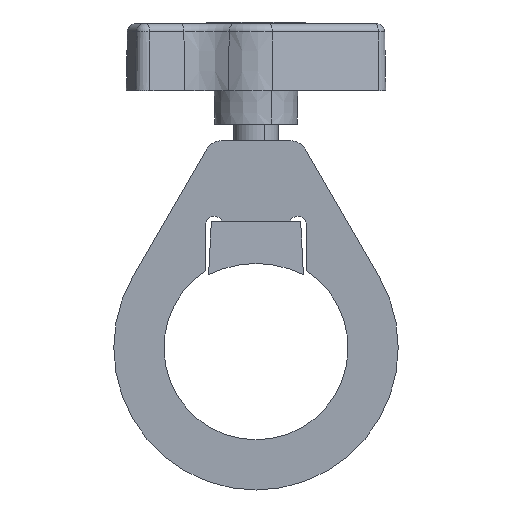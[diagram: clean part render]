
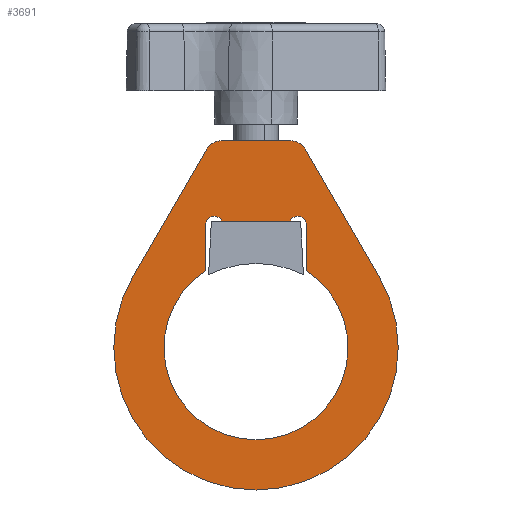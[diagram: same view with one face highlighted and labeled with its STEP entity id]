
A CAD part, front view. The second image highlights one B-rep face of the part: STEP entity #3691.
In plain terms, the highlighted planar face has unit normal (0, -1, 0).
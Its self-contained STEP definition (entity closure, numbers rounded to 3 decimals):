
#8 = VECTOR ( 'NONE', #1463, 1000. ) ;
#14 = DIRECTION ( 'NONE',  ( 0., 0., 1. ) ) ;
#58 = CARTESIAN_POINT ( 'NONE',  ( 0., -9., -25.5 ) ) ;
#102 = VERTEX_POINT ( 'NONE', #1741 ) ;
#110 = CIRCLE ( 'NONE', #3252, 16.5 ) ;
#142 = DIRECTION ( 'NONE',  ( 0., 0., 1. ) ) ;
#152 = AXIS2_PLACEMENT_3D ( 'NONE', #1977, #2936, #5208 ) ;
#159 = ORIENTED_EDGE ( 'NONE', *, *, #3161, .F. ) ;
#185 = DIRECTION ( 'NONE',  ( 0., 0., -1. ) ) ;
#205 = EDGE_CURVE ( 'NONE', #4584, #102, #1905, .T. ) ;
#260 = CARTESIAN_POINT ( 'NONE',  ( -8.846, -9., 35.604 ) ) ;
#262 = CARTESIAN_POINT ( 'NONE',  ( -9., -9., 22.1 ) ) ;
#267 = PLANE ( 'NONE',  #1584 ) ;
#288 = VERTEX_POINT ( 'NONE', #1813 ) ;
#294 = ORIENTED_EDGE ( 'NONE', *, *, #409, .T. ) ;
#366 = VERTEX_POINT ( 'NONE', #4603 ) ;
#388 = CARTESIAN_POINT ( 'NONE',  ( 8.846, -9., 35.604 ) ) ;
#409 = EDGE_CURVE ( 'NONE', #995, #288, #4363, .T. ) ;
#445 = CARTESIAN_POINT ( 'NONE',  ( 0., -9., 0. ) ) ;
#476 = CIRCLE ( 'NONE', #4322, 25.5 ) ;
#488 = CARTESIAN_POINT ( 'NONE',  ( -8.846, -9., 35.604 ) ) ;
#534 = CARTESIAN_POINT ( 'NONE',  ( -5.564, -9., 22.6 ) ) ;
#547 = LINE ( 'NONE', #3865, #5059 ) ;
#642 = ORIENTED_EDGE ( 'NONE', *, *, #2859, .F. ) ;
#648 = DIRECTION ( 'NONE',  ( 0.501, 0., -0.865 ) ) ;
#725 = VERTEX_POINT ( 'NONE', #2540 ) ;
#769 = CARTESIAN_POINT ( 'NONE',  ( 9., -9., 13.829 ) ) ;
#788 = CARTESIAN_POINT ( 'NONE',  ( -22.066, -9., 12.781 ) ) ;
#794 = ORIENTED_EDGE ( 'NONE', *, *, #3640, .F. ) ;
#801 = AXIS2_PLACEMENT_3D ( 'NONE', #3427, #4278, #3802 ) ;
#945 = ORIENTED_EDGE ( 'NONE', *, *, #2997, .T. ) ;
#995 = VERTEX_POINT ( 'NONE', #1802 ) ;
#1049 = DIRECTION ( 'NONE',  ( -1., 0., 0. ) ) ;
#1062 = EDGE_LOOP ( 'NONE', ( #4342, #4700, #3346, #4406, #945, #294, #3895, #1210, #2113 ) ) ;
#1100 = DIRECTION ( 'NONE',  ( 0., 1., 0. ) ) ;
#1168 = VERTEX_POINT ( 'NONE', #788 ) ;
#1182 = CIRCLE ( 'NONE', #2487, 3. ) ;
#1210 = ORIENTED_EDGE ( 'NONE', *, *, #3298, .T. ) ;
#1212 = EDGE_CURVE ( 'NONE', #3415, #4016, #4223, .T. ) ;
#1255 = LINE ( 'NONE', #260, #3510 ) ;
#1362 = DIRECTION ( 'NONE',  ( 0., 1., 0. ) ) ;
#1463 = DIRECTION ( 'NONE',  ( 1., 0., 0. ) ) ;
#1508 = LINE ( 'NONE', #5747, #5602 ) ;
#1541 = EDGE_CURVE ( 'NONE', #288, #4802, #3513, .T. ) ;
#1584 = AXIS2_PLACEMENT_3D ( 'NONE', #3421, #2093, #3401 ) ;
#1590 = DIRECTION ( 'NONE',  ( 0., 1., 0. ) ) ;
#1625 = DIRECTION ( 'NONE',  ( 0., 0., 1. ) ) ;
#1660 = DIRECTION ( 'NONE',  ( 0., 0., 1. ) ) ;
#1681 = DIRECTION ( 'NONE',  ( 0., 1., 0. ) ) ;
#1741 = CARTESIAN_POINT ( 'NONE',  ( 0., -9., -16.5 ) ) ;
#1802 = CARTESIAN_POINT ( 'NONE',  ( -5.564, -9., 22.1 ) ) ;
#1813 = CARTESIAN_POINT ( 'NONE',  ( 5.564, -9., 22.1 ) ) ;
#1902 = EDGE_CURVE ( 'NONE', #4016, #3686, #4279, .T. ) ;
#1905 = CIRCLE ( 'NONE', #5040, 16.5 ) ;
#1977 = CARTESIAN_POINT ( 'NONE',  ( -7.5, -9., 22.1 ) ) ;
#2014 = CIRCLE ( 'NONE', #3855, 0.5 ) ;
#2038 = CARTESIAN_POINT ( 'NONE',  ( 5.564, -9., 22.6 ) ) ;
#2092 = DIRECTION ( 'NONE',  ( 0., 0., 1. ) ) ;
#2093 = DIRECTION ( 'NONE',  ( 0., 1., 0. ) ) ;
#2113 = ORIENTED_EDGE ( 'NONE', *, *, #5692, .T. ) ;
#2144 = ORIENTED_EDGE ( 'NONE', *, *, #3567, .F. ) ;
#2296 = VERTEX_POINT ( 'NONE', #58 ) ;
#2376 = VERTEX_POINT ( 'NONE', #488 ) ;
#2398 = ORIENTED_EDGE ( 'NONE', *, *, #3379, .F. ) ;
#2481 = VECTOR ( 'NONE', #185, 1000. ) ;
#2482 = AXIS2_PLACEMENT_3D ( 'NONE', #2038, #4810, #2092 ) ;
#2487 = AXIS2_PLACEMENT_3D ( 'NONE', #5244, #1590, #1625 ) ;
#2537 = CARTESIAN_POINT ( 'NONE',  ( -6.048, -9., 22.475 ) ) ;
#2540 = CARTESIAN_POINT ( 'NONE',  ( -6.25, -9., 37.1 ) ) ;
#2564 = CARTESIAN_POINT ( 'NONE',  ( 0., -9., 0. ) ) ;
#2826 = CARTESIAN_POINT ( 'NONE',  ( 6.25, -9., 37.1 ) ) ;
#2833 = CARTESIAN_POINT ( 'NONE',  ( 9., -9., 22.1 ) ) ;
#2859 = EDGE_CURVE ( 'NONE', #1168, #2376, #1255, .T. ) ;
#2883 = CARTESIAN_POINT ( 'NONE',  ( 6.048, -9., 22.475 ) ) ;
#2911 = EDGE_LOOP ( 'NONE', ( #642, #159, #5490, #2398, #794, #5574, #2144 ) ) ;
#2934 = CIRCLE ( 'NONE', #5505, 25.5 ) ;
#2936 = DIRECTION ( 'NONE',  ( 0., 1., 0. ) ) ;
#2965 = VERTEX_POINT ( 'NONE', #388 ) ;
#2997 = EDGE_CURVE ( 'NONE', #3686, #995, #2014, .T. ) ;
#3026 = AXIS2_PLACEMENT_3D ( 'NONE', #3462, #5267, #4437 ) ;
#3034 = VECTOR ( 'NONE', #5750, 1000. ) ;
#3074 = CARTESIAN_POINT ( 'NONE',  ( 0., -9., 0. ) ) ;
#3141 = FACE_OUTER_BOUND ( 'NONE', #2911, .T. ) ;
#3161 = EDGE_CURVE ( 'NONE', #2296, #1168, #476, .T. ) ;
#3209 = CIRCLE ( 'NONE', #3026, 3. ) ;
#3252 = AXIS2_PLACEMENT_3D ( 'NONE', #3074, #1362, #5354 ) ;
#3279 = CARTESIAN_POINT ( 'NONE',  ( 0., -9., 0. ) ) ;
#3298 = EDGE_CURVE ( 'NONE', #4802, #4317, #4138, .T. ) ;
#3345 = CARTESIAN_POINT ( 'NONE',  ( 9., -9., 13.829 ) ) ;
#3346 = ORIENTED_EDGE ( 'NONE', *, *, #1212, .T. ) ;
#3379 = EDGE_CURVE ( 'NONE', #2965, #366, #547, .T. ) ;
#3401 = DIRECTION ( 'NONE',  ( 0., 0., 1. ) ) ;
#3415 = VERTEX_POINT ( 'NONE', #4261 ) ;
#3421 = CARTESIAN_POINT ( 'NONE',  ( -25.5, -9., -25.5 ) ) ;
#3427 = CARTESIAN_POINT ( 'NONE',  ( 7.5, -9., 22.1 ) ) ;
#3462 = CARTESIAN_POINT ( 'NONE',  ( -6.25, -9., 34.1 ) ) ;
#3510 = VECTOR ( 'NONE', #3907, 1000. ) ;
#3513 = CIRCLE ( 'NONE', #2482, 0.5 ) ;
#3567 = EDGE_CURVE ( 'NONE', #2376, #725, #3209, .T. ) ;
#3640 = EDGE_CURVE ( 'NONE', #4988, #2965, #1182, .T. ) ;
#3686 = VERTEX_POINT ( 'NONE', #2537 ) ;
#3691 = ADVANCED_FACE ( 'NONE', ( #4558, #3141 ), #267, .F. ) ;
#3767 = LINE ( 'NONE', #3345, #2481 ) ;
#3802 = DIRECTION ( 'NONE',  ( 0., 0., 1. ) ) ;
#3855 = AXIS2_PLACEMENT_3D ( 'NONE', #534, #4551, #5384 ) ;
#3865 = CARTESIAN_POINT ( 'NONE',  ( 8.846, -9., 35.604 ) ) ;
#3895 = ORIENTED_EDGE ( 'NONE', *, *, #1541, .T. ) ;
#3907 = DIRECTION ( 'NONE',  ( 0.501, 0., 0.865 ) ) ;
#4016 = VERTEX_POINT ( 'NONE', #262 ) ;
#4051 = EDGE_CURVE ( 'NONE', #366, #2296, #2934, .T. ) ;
#4138 = CIRCLE ( 'NONE', #801, 1.5 ) ;
#4223 = LINE ( 'NONE', #4387, #3034 ) ;
#4261 = CARTESIAN_POINT ( 'NONE',  ( -9., -9., 13.829 ) ) ;
#4278 = DIRECTION ( 'NONE',  ( 0., 1., 0. ) ) ;
#4279 = CIRCLE ( 'NONE', #152, 1.5 ) ;
#4317 = VERTEX_POINT ( 'NONE', #2833 ) ;
#4322 = AXIS2_PLACEMENT_3D ( 'NONE', #3279, #1100, #142 ) ;
#4342 = ORIENTED_EDGE ( 'NONE', *, *, #205, .T. ) ;
#4363 = LINE ( 'NONE', #5500, #8 ) ;
#4387 = CARTESIAN_POINT ( 'NONE',  ( -9., -9., 13.829 ) ) ;
#4406 = ORIENTED_EDGE ( 'NONE', *, *, #1902, .T. ) ;
#4437 = DIRECTION ( 'NONE',  ( 0., 0., 1. ) ) ;
#4547 = DIRECTION ( 'NONE',  ( 0., 1., 0. ) ) ;
#4551 = DIRECTION ( 'NONE',  ( 0., -1., 0. ) ) ;
#4558 = FACE_BOUND ( 'NONE', #1062, .T. ) ;
#4584 = VERTEX_POINT ( 'NONE', #769 ) ;
#4603 = CARTESIAN_POINT ( 'NONE',  ( 22.066, -9., 12.781 ) ) ;
#4700 = ORIENTED_EDGE ( 'NONE', *, *, #4887, .T. ) ;
#4759 = EDGE_CURVE ( 'NONE', #4988, #725, #1508, .T. ) ;
#4802 = VERTEX_POINT ( 'NONE', #2883 ) ;
#4810 = DIRECTION ( 'NONE',  ( 0., -1., 0. ) ) ;
#4887 = EDGE_CURVE ( 'NONE', #102, #3415, #110, .T. ) ;
#4988 = VERTEX_POINT ( 'NONE', #2826 ) ;
#5040 = AXIS2_PLACEMENT_3D ( 'NONE', #445, #4547, #14 ) ;
#5059 = VECTOR ( 'NONE', #648, 1000. ) ;
#5208 = DIRECTION ( 'NONE',  ( 0., 0., 1. ) ) ;
#5244 = CARTESIAN_POINT ( 'NONE',  ( 6.25, -9., 34.1 ) ) ;
#5267 = DIRECTION ( 'NONE',  ( 0., 1., 0. ) ) ;
#5354 = DIRECTION ( 'NONE',  ( 0., 0., 1. ) ) ;
#5384 = DIRECTION ( 'NONE',  ( 0., 0., 1. ) ) ;
#5490 = ORIENTED_EDGE ( 'NONE', *, *, #4051, .F. ) ;
#5500 = CARTESIAN_POINT ( 'NONE',  ( -5.564, -9., 22.1 ) ) ;
#5505 = AXIS2_PLACEMENT_3D ( 'NONE', #2564, #1681, #1660 ) ;
#5574 = ORIENTED_EDGE ( 'NONE', *, *, #4759, .T. ) ;
#5602 = VECTOR ( 'NONE', #1049, 1000. ) ;
#5692 = EDGE_CURVE ( 'NONE', #4317, #4584, #3767, .T. ) ;
#5747 = CARTESIAN_POINT ( 'NONE',  ( -25.5, -9., 37.1 ) ) ;
#5750 = DIRECTION ( 'NONE',  ( 0., 0., 1. ) ) ;
